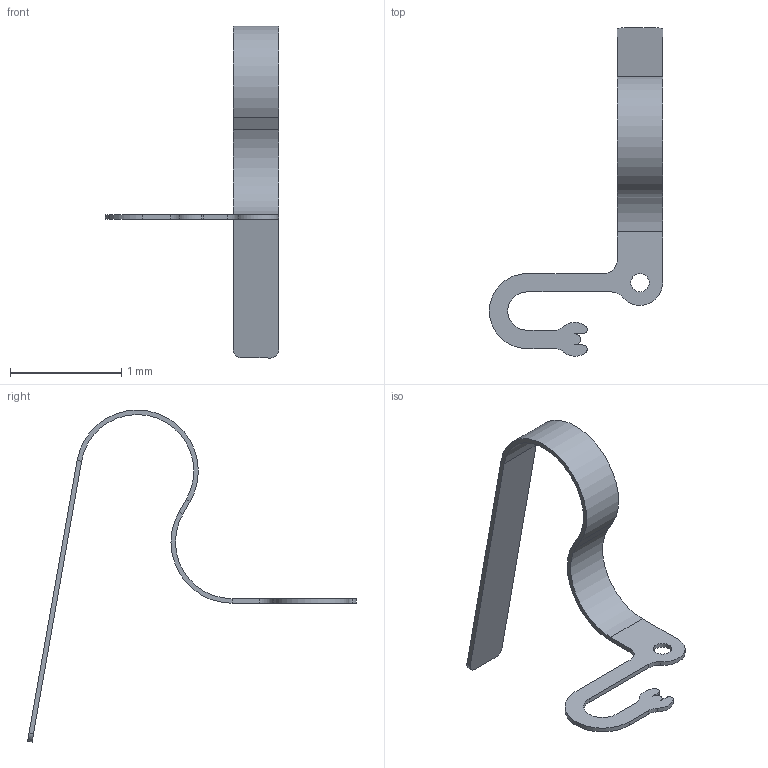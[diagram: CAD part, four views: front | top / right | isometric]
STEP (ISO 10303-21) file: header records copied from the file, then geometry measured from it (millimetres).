
FILE_DESCRIPTION (( 'STEP AP214' ), '1' );
FILE_NAME ('ATA-MEC-105 Arm Link R01.STEP', '2019-09-17T22:43:15', ( '' ), ( '' ), 'SwSTEP 2.0', 'SolidWorks 2017', '' );
FILE_SCHEMA (( 'AUTOMOTIVE_DESIGN' ));
Length unit declared in the file: inch
Products named in the file (1): ATA-MEC-105 Arm Link R01
Bounding box: 1.56 x 2.95 x 2.98 mm (x, y, z)
Volume: 0.1 mm3; surface area: 6.5 mm2
Topology: 1 solids, 1 shells, 42 faces, 104 edges, 64 vertices
Faces by surface type: plane 23, cylinder 19
Full cylindrical faces by diameter (mm): 0.165 x1
Entity records: 1277 total; most frequent: DIRECTION 227, CARTESIAN_POINT 210, ORIENTED_EDGE 206, EDGE_CURVE 103, AXIS2_PLACEMENT_3D 81, VECTOR 65, LINE 65, VERTEX_POINT 64
